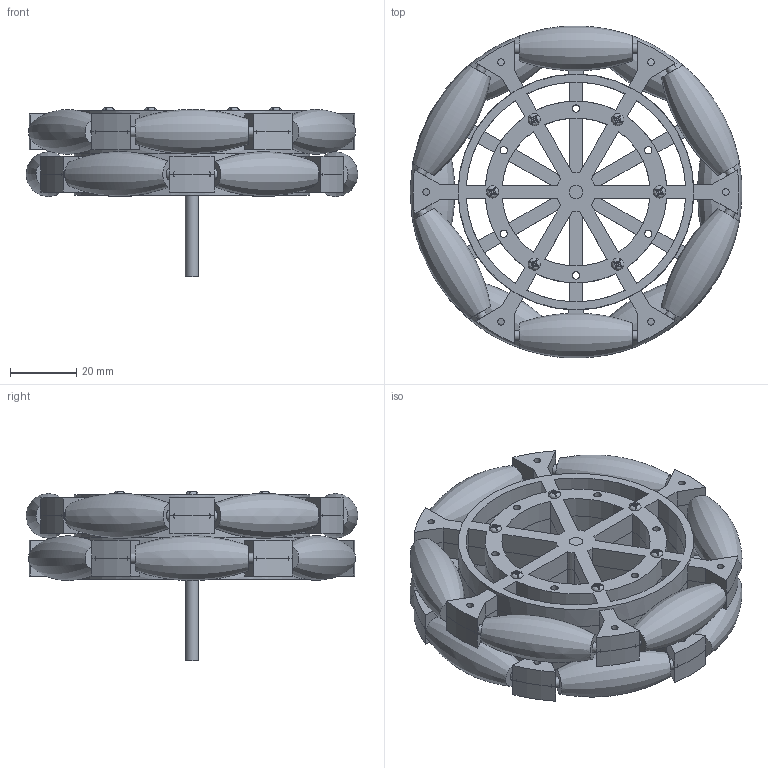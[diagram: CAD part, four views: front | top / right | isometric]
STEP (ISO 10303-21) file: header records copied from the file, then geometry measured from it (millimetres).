
FILE_DESCRIPTION(/* description */ (''),/* implementation_level */ '2;1');
FILE_NAME(/* name */ 'Omniwheel Assembly v11.step',/* time_stamp */ '2021-01-31T01:04:07-05:00',/* author */ (''),/* organization */ (''),/* preprocessor_version */ 'ST-DEVELOPER v18.1',/* originating_system */ 'Autodesk Translation Framework v9.7.1.1290',/* authorisation */ '');
FILE_SCHEMA (('AUTOMOTIVE_DESIGN { 1 0 10303 214 3 1 1 }'));
Length unit declared in the file: millimetre
Products named in the file (6): Omniwheel Assembly; Omni rod; Omniwheel spoke; Wheel Roller; Omni Axle; 2mm screw 10mm
Assembly tree (35 placements, depth 2):
  Omniwheel Assembly
    Omni rod  x12
    Omniwheel spoke  x4
    Wheel Roller  x12
    Omni Axle
    2mm screw 10mm  x6
Bounding box: 99.99 x 100 x 51 mm (x, y, z)
Volume: 104355.8 mm3; surface area: 78853.8 mm2
Topology: 35 solids, 35 shells, 757 faces, 2043 edges, 1362 vertices
Faces by surface type: plane 436, cylinder 303, bspline 18
Full cylindrical faces by diameter (mm): 2 x30, 2.2 x48, 3 x12, 3.45 x12, 4 x5, 70.976 x4
Entity records: 6218 total; most frequent: CARTESIAN_POINT 1316, DIRECTION 1014, ORIENTED_EDGE 924, EDGE_CURVE 462, AXIS2_PLACEMENT_3D 363, VERTEX_POINT 308, LINE 288, VECTOR 288
